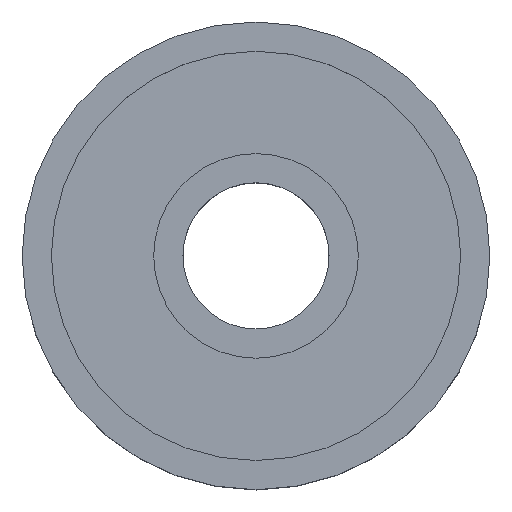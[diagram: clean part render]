
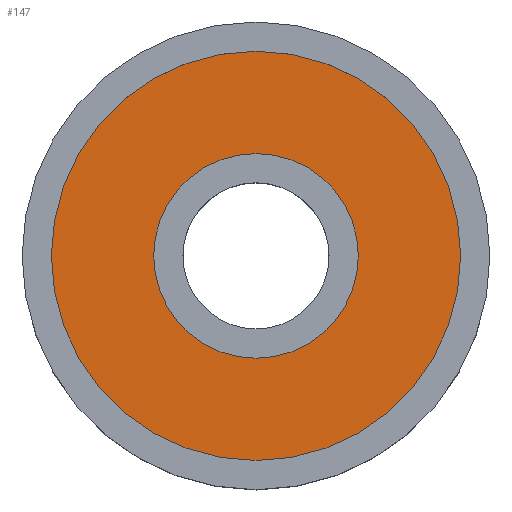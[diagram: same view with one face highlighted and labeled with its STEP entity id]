
A CAD part, top view. The second image highlights one B-rep face of the part: STEP entity #147.
In plain terms, the highlighted planar face has unit normal (0, 0, 1).
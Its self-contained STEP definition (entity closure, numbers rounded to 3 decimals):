
#20=FACE_BOUND($,#47,.T.);
#35=FACE_OUTER_BOUND($,#46,.T.);
#46=EDGE_LOOP($,(#106));
#47=EDGE_LOOP($,(#107));
#68=CIRCLE($,#164,3.5);
#69=CIRCLE($,#166,7.);
#80=VERTEX_POINT($,#241);
#81=VERTEX_POINT($,#244);
#92=EDGE_CURVE($,#80,#80,#68,.T.);
#93=EDGE_CURVE($,#81,#81,#69,.T.);
#106=ORIENTED_EDGE($,*,*,#93,.F.);
#107=ORIENTED_EDGE($,*,*,#92,.T.);
#127=PLANE($,#165);
#147=ADVANCED_FACE($,(#35,#20),#127,.T.);
#164=AXIS2_PLACEMENT_3D($,#242,#194,#195);
#165=AXIS2_PLACEMENT_3D($,#243,#196,#197);
#166=AXIS2_PLACEMENT_3D($,#245,#198,#199);
#194=DIRECTION('center_axis',(0.,0.,-1.));
#195=DIRECTION('ref_axis',(1.,0.,0.));
#196=DIRECTION('center_axis',(0.,0.,1.));
#197=DIRECTION('ref_axis',(1.,0.,0.));
#198=DIRECTION('center_axis',(0.,0.,-1.));
#199=DIRECTION('ref_axis',(1.,0.,0.));
#241=CARTESIAN_POINT('',(0.,3.5,4.75));
#242=CARTESIAN_POINT('Origin',(0.,0.,4.75));
#243=CARTESIAN_POINT('Origin',(0.,7.,4.75));
#244=CARTESIAN_POINT('',(0.,7.,4.75));
#245=CARTESIAN_POINT('Origin',(0.,0.,4.75));
